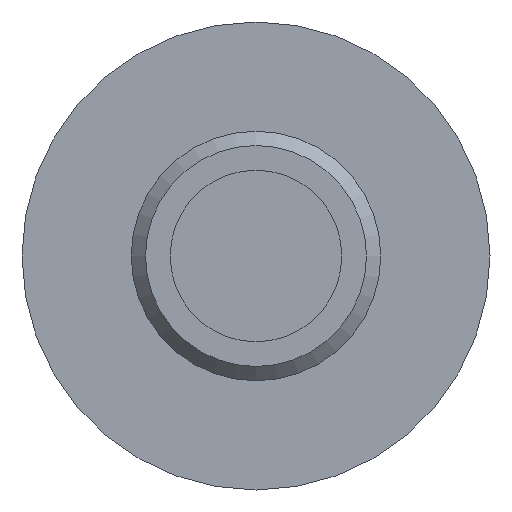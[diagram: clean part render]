
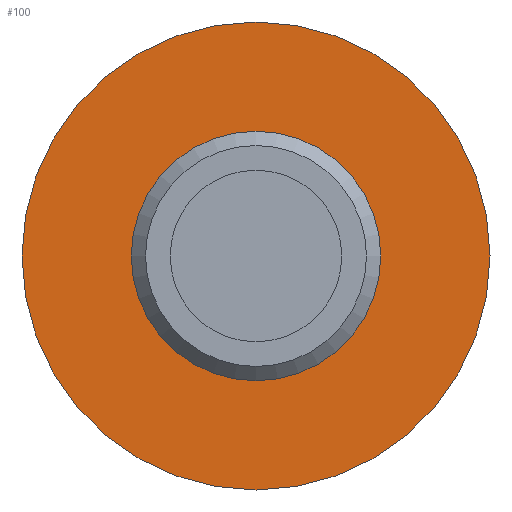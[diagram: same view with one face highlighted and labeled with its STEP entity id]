
A CAD part, front view. The second image highlights one B-rep face of the part: STEP entity #100.
In plain terms, the highlighted planar face has unit normal (0, -1, 0).
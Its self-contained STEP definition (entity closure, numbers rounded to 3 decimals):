
#100 = ADVANCED_FACE( '', ( #165, #166 ), #167, .F. );
#165 = FACE_OUTER_BOUND( '', #238, .T. );
#166 = FACE_BOUND( '', #239, .T. );
#167 = PLANE( '', #240 );
#238 = EDGE_LOOP( '', ( #425 ) );
#239 = EDGE_LOOP( '', ( #426 ) );
#240 = AXIS2_PLACEMENT_3D( '', #427, #428, #429 );
#425 = ORIENTED_EDGE( '', *, *, #536, .F. );
#426 = ORIENTED_EDGE( '', *, *, #535, .T. );
#427 = CARTESIAN_POINT( '', ( -7.08, 0., 0. ) );
#428 = DIRECTION( '', ( 0., 1., 0. ) );
#429 = DIRECTION( '', ( 0., 0., 1. ) );
#535 = EDGE_CURVE( '', #644, #644, #645, .T. );
#536 = EDGE_CURVE( '', #646, #646, #647, .T. );
#644 = VERTEX_POINT( '', #910 );
#645 = CIRCLE( '', #911, 7.08 );
#646 = VERTEX_POINT( '', #912 );
#647 = CIRCLE( '', #913, 15. );
#910 = CARTESIAN_POINT( '', ( 0., 0., 7.08 ) );
#911 = AXIS2_PLACEMENT_3D( '', #1018, #1019, #1020 );
#912 = CARTESIAN_POINT( '', ( 0., 0., 15. ) );
#913 = AXIS2_PLACEMENT_3D( '', #1021, #1022, #1023 );
#1018 = CARTESIAN_POINT( '', ( 0., 0., 0. ) );
#1019 = DIRECTION( '', ( 0., 1., 0. ) );
#1020 = DIRECTION( '', ( 0., 0., 1. ) );
#1021 = CARTESIAN_POINT( '', ( 0., 0., 0. ) );
#1022 = DIRECTION( '', ( 0., 1., 0. ) );
#1023 = DIRECTION( '', ( 0., 0., 1. ) );
